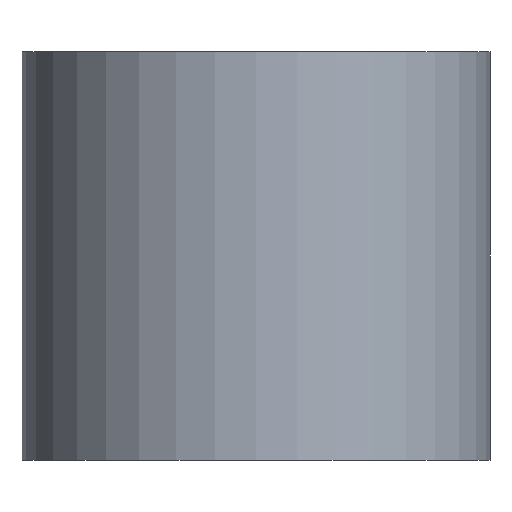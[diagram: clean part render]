
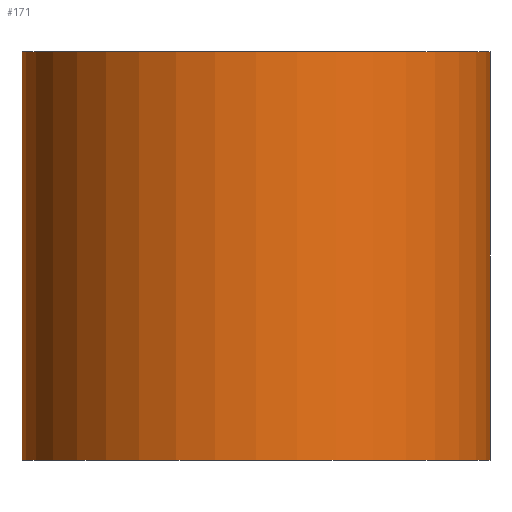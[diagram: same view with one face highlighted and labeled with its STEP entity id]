
A CAD part, front view. The second image highlights one B-rep face of the part: STEP entity #171.
In plain terms, the highlighted cylindrical face has radius 12.75 mm (diameter 25.5 mm), a full revolution.
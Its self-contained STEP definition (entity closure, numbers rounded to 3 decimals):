
#24=LINE('',#337,#30);
#30=VECTOR('',#244,12.75);
#41=FACE_OUTER_BOUND('',#54,.T.);
#54=EDGE_LOOP('',(#132,#133,#134,#135));
#71=CIRCLE('',#204,12.75);
#72=CIRCLE('',#205,12.75);
#89=VERTEX_POINT('',#334);
#90=VERTEX_POINT('',#336);
#106=EDGE_CURVE('',#89,#89,#71,.T.);
#107=EDGE_CURVE('',#89,#90,#24,.T.);
#108=EDGE_CURVE('',#90,#90,#72,.T.);
#132=ORIENTED_EDGE('',*,*,#106,.F.);
#133=ORIENTED_EDGE('',*,*,#107,.T.);
#134=ORIENTED_EDGE('',*,*,#108,.T.);
#135=ORIENTED_EDGE('',*,*,#107,.F.);
#163=CYLINDRICAL_SURFACE('',#203,12.75);
#171=ADVANCED_FACE('',(#41),#163,.T.);
#203=AXIS2_PLACEMENT_3D('',#333,#240,#241);
#204=AXIS2_PLACEMENT_3D('',#335,#242,#243);
#205=AXIS2_PLACEMENT_3D('',#338,#245,#246);
#240=DIRECTION('center_axis',(0.,0.,1.));
#241=DIRECTION('ref_axis',(1.,0.,0.));
#242=DIRECTION('center_axis',(0.,0.,1.));
#243=DIRECTION('ref_axis',(1.,0.,0.));
#244=DIRECTION('',(0.,0.,-1.));
#245=DIRECTION('center_axis',(0.,0.,1.));
#246=DIRECTION('ref_axis',(1.,0.,0.));
#333=CARTESIAN_POINT('Origin',(0.,0.,11.125));
#334=CARTESIAN_POINT('',(-12.75,0.,22.25));
#335=CARTESIAN_POINT('Origin',(0.,0.,22.25));
#336=CARTESIAN_POINT('',(-12.75,0.,0.));
#337=CARTESIAN_POINT('',(-12.75,0.,11.125));
#338=CARTESIAN_POINT('Origin',(0.,0.,0.));
